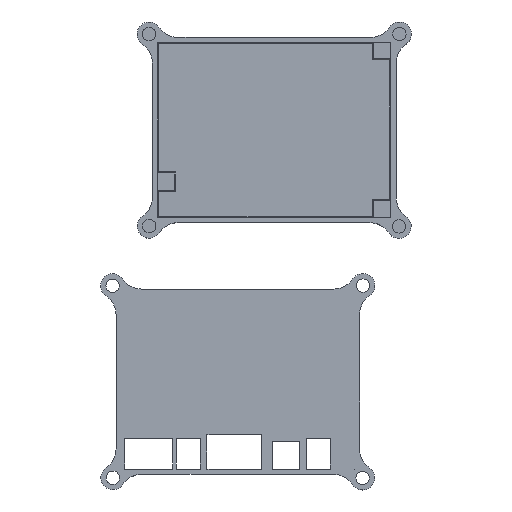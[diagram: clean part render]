
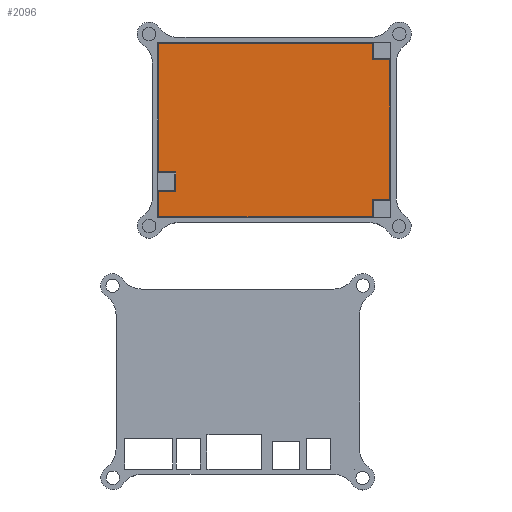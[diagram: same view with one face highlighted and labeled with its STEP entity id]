
A CAD part, top view. The second image highlights one B-rep face of the part: STEP entity #2096.
In plain terms, the highlighted planar face has unit normal (0, 0, 1).
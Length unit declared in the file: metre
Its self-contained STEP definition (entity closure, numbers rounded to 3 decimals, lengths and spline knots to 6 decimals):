
#443=ORIENTED_EDGE('',*,*,#922,.T.);
#444=ORIENTED_EDGE('',*,*,#923,.T.);
#445=ORIENTED_EDGE('',*,*,#924,.T.);
#446=ORIENTED_EDGE('',*,*,#925,.F.);
#447=ORIENTED_EDGE('',*,*,#926,.F.);
#448=ORIENTED_EDGE('',*,*,#927,.F.);
#449=ORIENTED_EDGE('',*,*,#928,.T.);
#450=ORIENTED_EDGE('',*,*,#929,.T.);
#451=ORIENTED_EDGE('',*,*,#930,.T.);
#452=ORIENTED_EDGE('',*,*,#931,.F.);
#453=ORIENTED_EDGE('',*,*,#932,.T.);
#454=ORIENTED_EDGE('',*,*,#933,.T.);
#455=ORIENTED_EDGE('',*,*,#934,.T.);
#456=ORIENTED_EDGE('',*,*,#935,.T.);
#457=ORIENTED_EDGE('',*,*,#936,.T.);
#458=ORIENTED_EDGE('',*,*,#937,.T.);
#922=EDGE_CURVE('',#1185,#1186,#1386,.T.);
#923=EDGE_CURVE('',#1186,#1187,#1387,.F.);
#924=EDGE_CURVE('',#1187,#1188,#1388,.T.);
#925=EDGE_CURVE('',#1189,#1188,#1389,.T.);
#926=EDGE_CURVE('',#1190,#1189,#1390,.T.);
#927=EDGE_CURVE('',#1191,#1190,#1391,.T.);
#928=EDGE_CURVE('',#1191,#1192,#1392,.F.);
#929=EDGE_CURVE('',#1192,#1193,#1393,.T.);
#930=EDGE_CURVE('',#1193,#1194,#1394,.F.);
#931=EDGE_CURVE('',#1195,#1194,#1395,.T.);
#932=EDGE_CURVE('',#1195,#1196,#1396,.T.);
#933=EDGE_CURVE('',#1196,#1197,#1397,.T.);
#934=EDGE_CURVE('',#1197,#1198,#1398,.T.);
#935=EDGE_CURVE('',#1198,#1199,#1399,.F.);
#936=EDGE_CURVE('',#1199,#1200,#1400,.F.);
#937=EDGE_CURVE('',#1200,#1185,#1401,.T.);
#1185=VERTEX_POINT('',#3357);
#1186=VERTEX_POINT('',#3358);
#1187=VERTEX_POINT('',#3360);
#1188=VERTEX_POINT('',#3362);
#1189=VERTEX_POINT('',#3364);
#1190=VERTEX_POINT('',#3366);
#1191=VERTEX_POINT('',#3368);
#1192=VERTEX_POINT('',#3370);
#1193=VERTEX_POINT('',#3372);
#1194=VERTEX_POINT('',#3374);
#1195=VERTEX_POINT('',#3376);
#1196=VERTEX_POINT('',#3378);
#1197=VERTEX_POINT('',#3380);
#1198=VERTEX_POINT('',#3382);
#1199=VERTEX_POINT('',#3384);
#1200=VERTEX_POINT('',#3386);
#1386=LINE('',#3356,#1591);
#1387=LINE('',#3359,#1592);
#1388=LINE('',#3361,#1593);
#1389=LINE('',#3363,#1594);
#1390=LINE('',#3365,#1595);
#1391=LINE('',#3367,#1596);
#1392=LINE('',#3369,#1597);
#1393=LINE('',#3371,#1598);
#1394=LINE('',#3373,#1599);
#1395=LINE('',#3375,#1600);
#1396=LINE('',#3377,#1601);
#1397=LINE('',#3379,#1602);
#1398=LINE('',#3381,#1603);
#1399=LINE('',#3383,#1604);
#1400=LINE('',#3385,#1605);
#1401=LINE('',#3387,#1606);
#1591=VECTOR('',#2697,1.);
#1592=VECTOR('',#2698,1.);
#1593=VECTOR('',#2699,1.);
#1594=VECTOR('',#2700,1.);
#1595=VECTOR('',#2701,1.);
#1596=VECTOR('',#2702,1.);
#1597=VECTOR('',#2703,1.);
#1598=VECTOR('',#2704,1.);
#1599=VECTOR('',#2705,1.);
#1600=VECTOR('',#2706,1.);
#1601=VECTOR('',#2707,1.);
#1602=VECTOR('',#2708,1.);
#1603=VECTOR('',#2709,1.);
#1604=VECTOR('',#2710,1.);
#1605=VECTOR('',#2711,1.);
#1606=VECTOR('',#2712,1.);
#1756=EDGE_LOOP('',(#443,#444,#445,#446,#447,#448,#449,#450,#451,#452,#453,
#454,#455,#456,#457,#458));
#1908=FACE_BOUND('',#1756,.T.);
#2018=PLANE('',#2278);
#2096=ADVANCED_FACE('',(#1908),#2018,.T.);
#2278=AXIS2_PLACEMENT_3D('',#3355,#2695,#2696);
#2695=DIRECTION('',(0.,0.,1.));
#2696=DIRECTION('',(1.,0.,0.));
#2697=DIRECTION('',(0.,-1.,0.));
#2698=DIRECTION('',(-1.,0.,0.));
#2699=DIRECTION('',(0.,-1.,0.));
#2700=DIRECTION('',(-1.,0.,0.));
#2701=DIRECTION('',(-0.736,-0.677,0.));
#2702=DIRECTION('',(1.,0.,0.));
#2703=DIRECTION('',(0.,-1.,0.));
#2704=DIRECTION('',(1.,0.,0.));
#2705=DIRECTION('',(0.,-1.,0.));
#2706=DIRECTION('',(1.,0.,0.));
#2707=DIRECTION('',(0.,1.,0.));
#2708=DIRECTION('',(-1.,0.,0.));
#2709=DIRECTION('',(0.,-1.,0.));
#2710=DIRECTION('',(-1.,0.,0.));
#2711=DIRECTION('',(0.,1.,0.));
#2712=DIRECTION('',(-1.,0.,0.));
#3355=CARTESIAN_POINT('',(0.00578,0.033092,0.0015));
#3356=CARTESIAN_POINT('',(-0.027896,0.033092,0.0015));
#3357=CARTESIAN_POINT('',(-0.027896,0.015334,0.0015));
#3358=CARTESIAN_POINT('',(-0.027896,0.007929,0.0015));
#3359=CARTESIAN_POINT('',(0.039798,0.007929,0.0015));
#3360=CARTESIAN_POINT('',(0.034398,0.007929,0.0015));
#3361=CARTESIAN_POINT('',(0.034398,0.033092,0.0015));
#3362=CARTESIAN_POINT('',(0.034398,0.007629,0.0015));
#3363=CARTESIAN_POINT('',(0.00578,0.007629,0.0015));
#3364=CARTESIAN_POINT('',(0.039798,0.007629,0.0015));
#3365=CARTESIAN_POINT('',(0.039801,0.007632,0.0015));
#3366=CARTESIAN_POINT('',(0.039804,0.007634,0.0015));
#3367=CARTESIAN_POINT('',(0.00578,0.007634,0.0015));
#3368=CARTESIAN_POINT('',(0.034504,0.007634,0.0015));
#3369=CARTESIAN_POINT('',(0.034504,0.012634,0.0015));
#3370=CARTESIAN_POINT('',(0.034504,0.012934,0.0015));
#3371=CARTESIAN_POINT('',(0.00578,0.012934,0.0015));
#3372=CARTESIAN_POINT('',(0.039504,0.012934,0.0015));
#3373=CARTESIAN_POINT('',(0.039504,0.053634,0.0015));
#3374=CARTESIAN_POINT('',(0.039504,0.053634,0.0015));
#3375=CARTESIAN_POINT('',(0.00578,0.053634,0.0015));
#3376=CARTESIAN_POINT('',(0.034504,0.053634,0.0015));
#3377=CARTESIAN_POINT('',(0.034504,0.033092,0.0015));
#3378=CARTESIAN_POINT('',(0.034504,0.058334,0.0015));
#3379=CARTESIAN_POINT('',(0.00578,0.058334,0.0015));
#3380=CARTESIAN_POINT('',(-0.027896,0.058334,0.0015));
#3381=CARTESIAN_POINT('',(-0.027896,0.033092,0.0015));
#3382=CARTESIAN_POINT('',(-0.027896,0.020934,0.0015));
#3383=CARTESIAN_POINT('',(-0.023196,0.020934,0.0015));
#3384=CARTESIAN_POINT('',(-0.022896,0.020934,0.0015));
#3385=CARTESIAN_POINT('',(-0.022896,0.015634,0.0015));
#3386=CARTESIAN_POINT('',(-0.022896,0.015334,0.0015));
#3387=CARTESIAN_POINT('',(0.00578,0.015334,0.0015));
